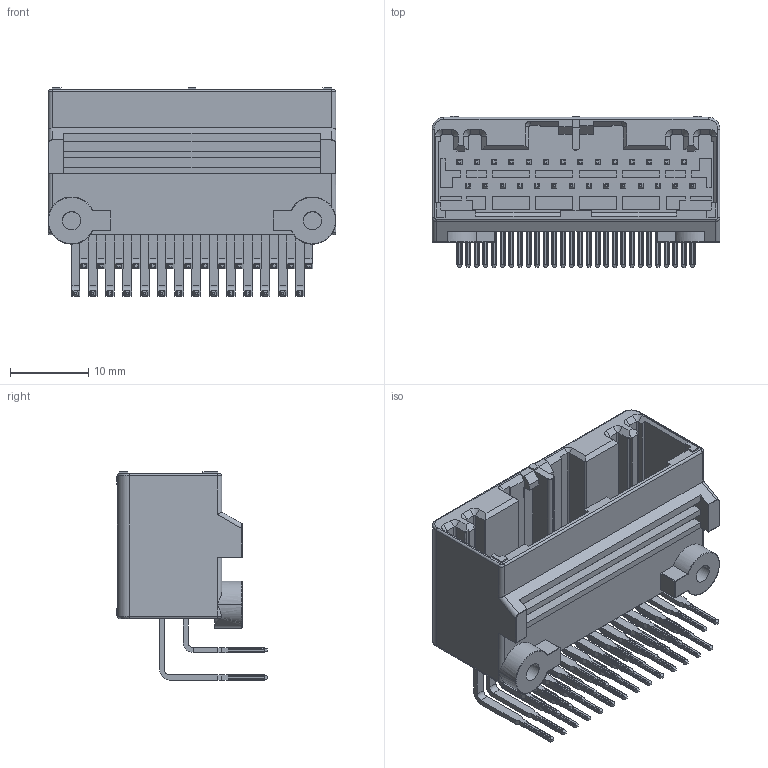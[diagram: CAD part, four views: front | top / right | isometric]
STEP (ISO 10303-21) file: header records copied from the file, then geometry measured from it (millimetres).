
FILE_DESCRIPTION( ('This file contains a STEP AP42 implementation' ,'as created by ZW3D STEP Interface translator.') ,'2;1' );
FILE_NAME( '72230-2MR028ABSNBT1.stp' ,'231026.171513', (''), ('ZWCAD Software Co.'), 'Version 1.0', 'ZW3D to STEP translator', '' );
FILE_SCHEMA(('AUTOMOTIVE_DESIGN { 1 0 10303 214 1 1 1 1 }'));
Length unit declared in the file: millimetre
Products named in the file (2): 0; 72230-2MR028ABSNBT1
Bounding box: 36.7 x 19.2 x 26.52 mm (x, y, z)
Volume: 4356.1 mm3; surface area: 7957.9 mm2
Topology: 1 solids, 1 shells, 2503 faces, 7280 edges, 4887 vertices
Faces by surface type: plane 1739, cylinder 391, bspline 361, cone 8, sphere 4
Entity records: 102835 total; most frequent: CARTESIAN_POINT 43957, ORIENTED_EDGE 14560, DIRECTION 7370, EDGE_CURVE 7280, VERTEX_POINT 4887, B_SPLINE_CURVE_WITH_KNOTS 4458, EDGE_LOOP 2619, VECTOR 2560
